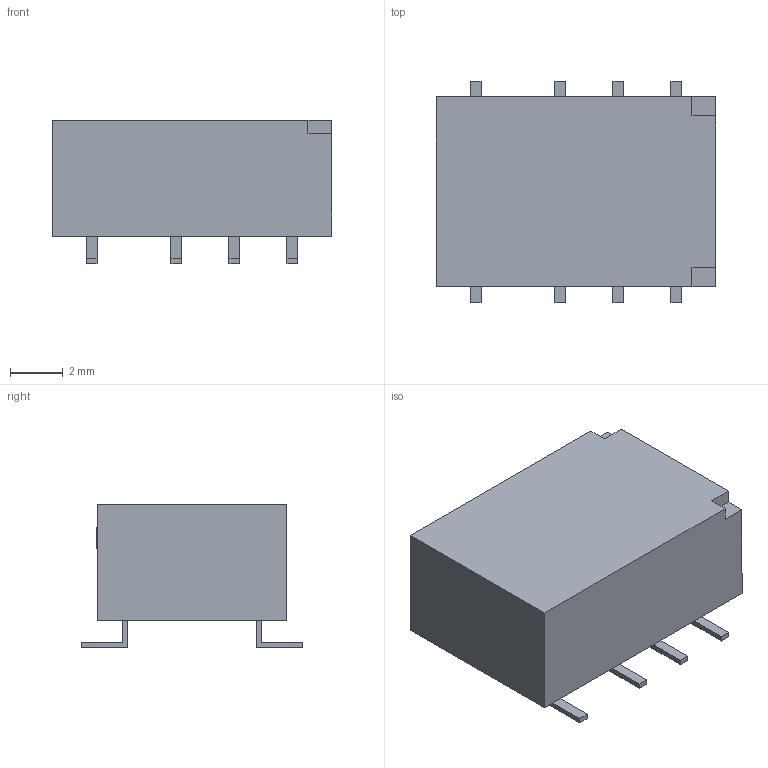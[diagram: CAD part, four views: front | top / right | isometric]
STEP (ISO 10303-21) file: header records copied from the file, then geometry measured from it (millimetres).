
FILE_DESCRIPTION (( 'STEP AP214' ), '1' );
FILE_NAME ('RELAY-SMD_FTR-B3GA4.5Z-B10.step', '2022-07-09T12:37:50', ( '' ), ( '' ), 'SwSTEP 2.0', 'SolidWorks 2020', '' );
FILE_SCHEMA (( 'AUTOMOTIVE_DESIGN' ));
Length unit declared in the file: millimetre
Products named in the file (1): RELAY-SMD_FTR-B3GA4.5Z-B10
Bounding box: 10.6 x 8.4 x 5.45 mm (x, y, z)
Volume: 336.8 mm3; surface area: 335.9 mm2
Topology: 9 solids, 9 shells, 359 faces, 945 edges, 630 vertices
Faces by surface type: plane 247, bspline 112
Entity records: 15579 total; most frequent: CARTESIAN_POINT 4039, ORIENTED_EDGE 1890, DIRECTION 1213, EDGE_CURVE 945, LINE 717, VECTOR 717, VERTEX_POINT 630, EDGE_LOOP 385
